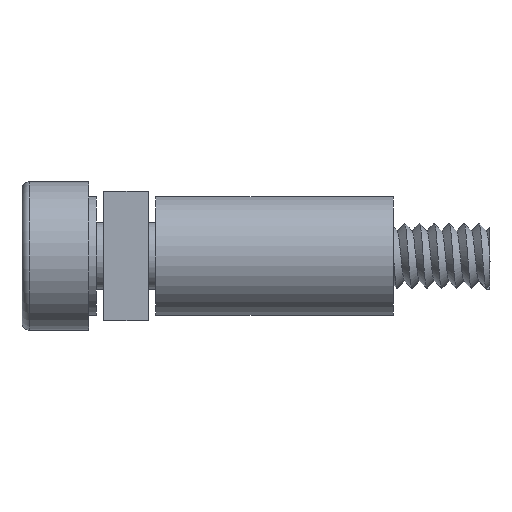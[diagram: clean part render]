
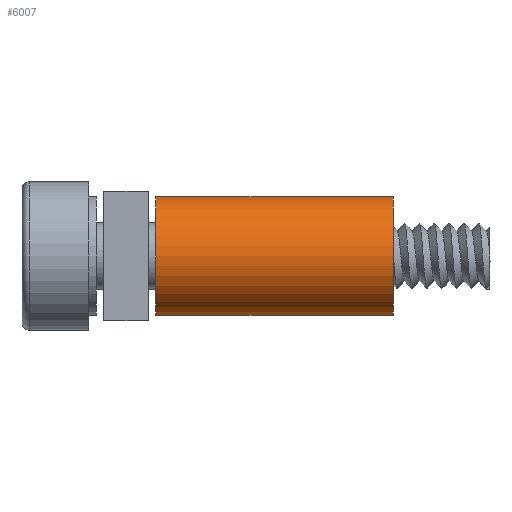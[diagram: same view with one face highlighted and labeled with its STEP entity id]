
A CAD part, left-side view. The second image highlights one B-rep face of the part: STEP entity #6007.
In plain terms, the highlighted cylindrical face has radius 2 mm (diameter 4 mm), a partial arc.
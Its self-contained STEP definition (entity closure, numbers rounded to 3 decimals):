
#49 = CARTESIAN_POINT ( 'NONE',  ( 0., -12., -2. ) ) ;
#251 = VERTEX_POINT ( 'NONE', #2590 ) ;
#358 = DIRECTION ( 'NONE',  ( 0., 1., 0. ) ) ;
#508 = DIRECTION ( 'NONE',  ( 0., 0., 1. ) ) ;
#698 = AXIS2_PLACEMENT_3D ( 'NONE', #4746, #717, #847 ) ;
#717 = DIRECTION ( 'NONE',  ( 0., -1., 0. ) ) ;
#731 = EDGE_CURVE ( 'NONE', #251, #4863, #7646, .T. ) ;
#847 = DIRECTION ( 'NONE',  ( 0., 0., -1. ) ) ;
#916 = VERTEX_POINT ( 'NONE', #6342 ) ;
#1383 = CARTESIAN_POINT ( 'NONE',  ( 0., -4., 0. ) ) ;
#2071 = DIRECTION ( 'NONE',  ( 0., 0., -1. ) ) ;
#2133 = EDGE_CURVE ( 'NONE', #251, #6430, #2688, .T. ) ;
#2590 = CARTESIAN_POINT ( 'NONE',  ( 0., -12., 2. ) ) ;
#2634 = VECTOR ( 'NONE', #4122, 1000. ) ;
#2688 = LINE ( 'NONE', #7701, #4223 ) ;
#2798 = CARTESIAN_POINT ( 'NONE',  ( 0., -12., -2. ) ) ;
#3176 = CARTESIAN_POINT ( 'NONE',  ( 0., -4., 2. ) ) ;
#3486 = ORIENTED_EDGE ( 'NONE', *, *, #4786, .F. ) ;
#4083 = EDGE_LOOP ( 'NONE', ( #3486, #7707, #8426, #7009 ) ) ;
#4122 = DIRECTION ( 'NONE',  ( 0., 1., 0. ) ) ;
#4223 = VECTOR ( 'NONE', #358, 1000. ) ;
#4569 = AXIS2_PLACEMENT_3D ( 'NONE', #7779, #6505, #508 ) ;
#4705 = CIRCLE ( 'NONE', #5857, 2. ) ;
#4746 = CARTESIAN_POINT ( 'NONE',  ( 0., -12., 0. ) ) ;
#4786 = EDGE_CURVE ( 'NONE', #4863, #916, #7913, .T. ) ;
#4863 = VERTEX_POINT ( 'NONE', #2798 ) ;
#5857 = AXIS2_PLACEMENT_3D ( 'NONE', #1383, #6026, #2071 ) ;
#6007 = ADVANCED_FACE ( 'NONE', ( #7368 ), #8294, .T. ) ;
#6026 = DIRECTION ( 'NONE',  ( 0., -1., 0. ) ) ;
#6342 = CARTESIAN_POINT ( 'NONE',  ( 0., -4., -2. ) ) ;
#6430 = VERTEX_POINT ( 'NONE', #3176 ) ;
#6505 = DIRECTION ( 'NONE',  ( 0., 1., 0. ) ) ;
#6733 = EDGE_CURVE ( 'NONE', #6430, #916, #4705, .T. ) ;
#7009 = ORIENTED_EDGE ( 'NONE', *, *, #6733, .T. ) ;
#7368 = FACE_OUTER_BOUND ( 'NONE', #4083, .T. ) ;
#7646 = CIRCLE ( 'NONE', #698, 2. ) ;
#7701 = CARTESIAN_POINT ( 'NONE',  ( 0., -12., 2. ) ) ;
#7707 = ORIENTED_EDGE ( 'NONE', *, *, #731, .F. ) ;
#7779 = CARTESIAN_POINT ( 'NONE',  ( 0., -12., 0. ) ) ;
#7913 = LINE ( 'NONE', #49, #2634 ) ;
#8294 = CYLINDRICAL_SURFACE ( 'NONE', #4569, 2. ) ;
#8426 = ORIENTED_EDGE ( 'NONE', *, *, #2133, .T. ) ;
